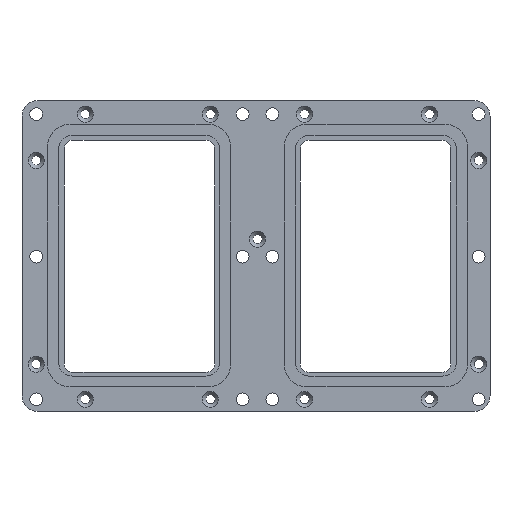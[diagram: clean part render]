
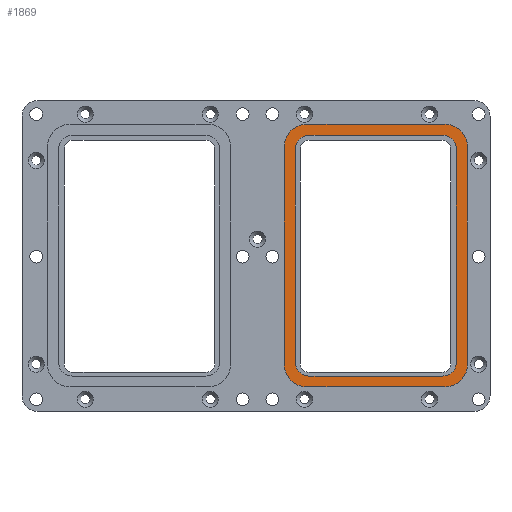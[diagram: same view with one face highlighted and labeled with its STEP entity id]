
A CAD part, front view. The second image highlights one B-rep face of the part: STEP entity #1869.
In plain terms, the highlighted planar face has unit normal (0, -1, 0).
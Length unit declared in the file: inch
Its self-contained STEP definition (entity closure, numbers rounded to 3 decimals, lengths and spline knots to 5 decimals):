
#33=FACE_BOUND('',#397,.T.);
#107=CIRCLE('',#1987,0.195);
#109=CIRCLE('',#1991,0.195);
#111=CIRCLE('',#1995,0.195);
#113=CIRCLE('',#1999,0.195);
#115=CIRCLE('',#2003,0.321);
#117=CIRCLE('',#2007,0.321);
#119=CIRCLE('',#2011,0.321);
#121=CIRCLE('',#2015,0.321);
#295=FACE_OUTER_BOUND('',#396,.T.);
#396=EDGE_LOOP('',(#1408,#1409,#1410,#1411,#1412,#1413,#1414,#1415));
#397=EDGE_LOOP('',(#1416,#1417,#1418,#1419,#1420,#1421,#1422,#1423));
#554=LINE('',#2871,#704);
#559=LINE('',#2884,#709);
#563=LINE('',#2896,#713);
#567=LINE('',#2908,#717);
#570=LINE('',#2919,#720);
#575=LINE('',#2932,#725);
#579=LINE('',#2944,#729);
#583=LINE('',#2956,#733);
#704=VECTOR('',#2277,0.3937);
#709=VECTOR('',#2290,0.3937);
#713=VECTOR('',#2302,0.3937);
#717=VECTOR('',#2314,0.3937);
#720=VECTOR('',#2325,0.3937);
#725=VECTOR('',#2338,0.3937);
#729=VECTOR('',#2350,0.3937);
#733=VECTOR('',#2362,0.3937);
#854=VERTEX_POINT('',#2868);
#855=VERTEX_POINT('',#2870);
#857=VERTEX_POINT('',#2876);
#859=VERTEX_POINT('',#2882);
#861=VERTEX_POINT('',#2888);
#863=VERTEX_POINT('',#2894);
#865=VERTEX_POINT('',#2900);
#867=VERTEX_POINT('',#2906);
#870=VERTEX_POINT('',#2916);
#871=VERTEX_POINT('',#2918);
#873=VERTEX_POINT('',#2924);
#875=VERTEX_POINT('',#2930);
#877=VERTEX_POINT('',#2936);
#879=VERTEX_POINT('',#2942);
#881=VERTEX_POINT('',#2948);
#883=VERTEX_POINT('',#2954);
#1045=EDGE_CURVE('',#854,#855,#554,.T.);
#1049=EDGE_CURVE('',#857,#854,#107,.T.);
#1052=EDGE_CURVE('',#859,#857,#559,.T.);
#1055=EDGE_CURVE('',#861,#859,#109,.T.);
#1058=EDGE_CURVE('',#863,#861,#563,.T.);
#1061=EDGE_CURVE('',#865,#863,#111,.T.);
#1064=EDGE_CURVE('',#867,#865,#567,.T.);
#1066=EDGE_CURVE('',#855,#867,#113,.T.);
#1069=EDGE_CURVE('',#870,#871,#570,.T.);
#1073=EDGE_CURVE('',#873,#870,#115,.T.);
#1076=EDGE_CURVE('',#875,#873,#575,.T.);
#1079=EDGE_CURVE('',#877,#875,#117,.T.);
#1082=EDGE_CURVE('',#879,#877,#579,.T.);
#1085=EDGE_CURVE('',#881,#879,#119,.T.);
#1088=EDGE_CURVE('',#883,#881,#583,.T.);
#1090=EDGE_CURVE('',#871,#883,#121,.T.);
#1408=ORIENTED_EDGE('',*,*,#1090,.F.);
#1409=ORIENTED_EDGE('',*,*,#1069,.F.);
#1410=ORIENTED_EDGE('',*,*,#1073,.F.);
#1411=ORIENTED_EDGE('',*,*,#1076,.F.);
#1412=ORIENTED_EDGE('',*,*,#1079,.F.);
#1413=ORIENTED_EDGE('',*,*,#1082,.F.);
#1414=ORIENTED_EDGE('',*,*,#1085,.F.);
#1415=ORIENTED_EDGE('',*,*,#1088,.F.);
#1416=ORIENTED_EDGE('',*,*,#1066,.F.);
#1417=ORIENTED_EDGE('',*,*,#1045,.F.);
#1418=ORIENTED_EDGE('',*,*,#1049,.F.);
#1419=ORIENTED_EDGE('',*,*,#1052,.F.);
#1420=ORIENTED_EDGE('',*,*,#1055,.F.);
#1421=ORIENTED_EDGE('',*,*,#1058,.F.);
#1422=ORIENTED_EDGE('',*,*,#1061,.F.);
#1423=ORIENTED_EDGE('',*,*,#1064,.F.);
#1819=PLANE('',#2016);
#1869=ADVANCED_FACE('',(#295,#33),#1819,.F.);
#1987=AXIS2_PLACEMENT_3D('',#2878,#2284,#2285);
#1991=AXIS2_PLACEMENT_3D('',#2890,#2296,#2297);
#1995=AXIS2_PLACEMENT_3D('',#2902,#2308,#2309);
#1999=AXIS2_PLACEMENT_3D('',#2911,#2319,#2320);
#2003=AXIS2_PLACEMENT_3D('',#2926,#2332,#2333);
#2007=AXIS2_PLACEMENT_3D('',#2938,#2344,#2345);
#2011=AXIS2_PLACEMENT_3D('',#2950,#2356,#2357);
#2015=AXIS2_PLACEMENT_3D('',#2959,#2367,#2368);
#2016=AXIS2_PLACEMENT_3D('',#2960,#2369,#2370);
#2277=DIRECTION('',(-1.,0.,0.));
#2284=DIRECTION('center_axis',(0.,-1.,0.));
#2285=DIRECTION('ref_axis',(0.,0.,1.));
#2290=DIRECTION('',(0.,0.,1.));
#2296=DIRECTION('center_axis',(0.,-1.,0.));
#2297=DIRECTION('ref_axis',(1.,0.,0.));
#2302=DIRECTION('',(1.,0.,0.));
#2308=DIRECTION('center_axis',(0.,-1.,0.));
#2309=DIRECTION('ref_axis',(0.,0.,-1.));
#2314=DIRECTION('',(0.,0.,-1.));
#2319=DIRECTION('center_axis',(0.,-1.,0.));
#2320=DIRECTION('ref_axis',(-1.,0.,0.));
#2325=DIRECTION('',(0.,0.,1.));
#2332=DIRECTION('center_axis',(0.,1.,0.));
#2333=DIRECTION('ref_axis',(0.,0.,-1.));
#2338=DIRECTION('',(-1.,0.,0.));
#2344=DIRECTION('center_axis',(0.,1.,0.));
#2345=DIRECTION('ref_axis',(1.,0.,0.));
#2350=DIRECTION('',(0.,0.,-1.));
#2356=DIRECTION('center_axis',(0.,1.,0.));
#2357=DIRECTION('ref_axis',(0.,0.,1.));
#2362=DIRECTION('',(1.,0.,0.));
#2367=DIRECTION('center_axis',(0.,1.,0.));
#2368=DIRECTION('ref_axis',(-1.,0.,0.));
#2369=DIRECTION('center_axis',(0.,1.,0.));
#2370=DIRECTION('ref_axis',(1.,0.,0.));
#2868=CARTESIAN_POINT('',(2.6675,0.026,1.55405));
#2870=CARTESIAN_POINT('',(0.7635,0.026,1.55405));
#2871=CARTESIAN_POINT('',(0.7635,0.026,1.55405));
#2876=CARTESIAN_POINT('',(2.8625,0.026,1.35905));
#2878=CARTESIAN_POINT('Origin',(2.6675,0.026,1.35905));
#2882=CARTESIAN_POINT('',(2.8625,0.026,-1.67895));
#2884=CARTESIAN_POINT('',(2.8625,0.026,1.35905));
#2888=CARTESIAN_POINT('',(2.6675,0.026,-1.87395));
#2890=CARTESIAN_POINT('Origin',(2.6675,0.026,-1.67895));
#2894=CARTESIAN_POINT('',(0.7635,0.026,-1.87395));
#2896=CARTESIAN_POINT('',(2.6675,0.026,-1.87395));
#2900=CARTESIAN_POINT('',(0.5685,0.026,-1.67895));
#2902=CARTESIAN_POINT('Origin',(0.7635,0.026,-1.67895));
#2906=CARTESIAN_POINT('',(0.5685,0.026,1.35905));
#2908=CARTESIAN_POINT('',(0.5685,0.026,-1.67895));
#2911=CARTESIAN_POINT('Origin',(0.7635,0.026,1.35905));
#2916=CARTESIAN_POINT('',(0.4125,0.026,-1.70895));
#2918=CARTESIAN_POINT('',(0.4125,0.026,1.38905));
#2919=CARTESIAN_POINT('',(0.4125,0.026,-1.70895));
#2924=CARTESIAN_POINT('',(0.7335,0.026,-2.02995));
#2926=CARTESIAN_POINT('Origin',(0.7335,0.026,-1.70895));
#2930=CARTESIAN_POINT('',(2.6975,0.026,-2.02995));
#2932=CARTESIAN_POINT('',(2.6975,0.026,-2.02995));
#2936=CARTESIAN_POINT('',(3.0185,0.026,-1.70895));
#2938=CARTESIAN_POINT('Origin',(2.6975,0.026,-1.70895));
#2942=CARTESIAN_POINT('',(3.0185,0.026,1.38905));
#2944=CARTESIAN_POINT('',(3.0185,0.026,1.38905));
#2948=CARTESIAN_POINT('',(2.6975,0.026,1.71005));
#2950=CARTESIAN_POINT('Origin',(2.6975,0.026,1.38905));
#2954=CARTESIAN_POINT('',(0.7335,0.026,1.71005));
#2956=CARTESIAN_POINT('',(0.7335,0.026,1.71005));
#2959=CARTESIAN_POINT('Origin',(0.7335,0.026,1.38905));
#2960=CARTESIAN_POINT('Origin',(1.7155,0.026,-0.15995));
